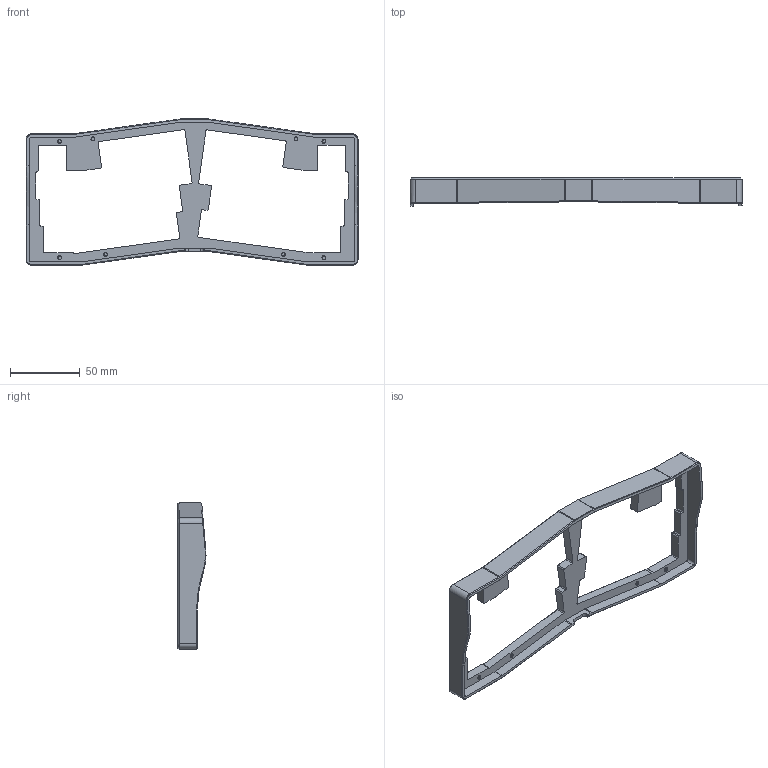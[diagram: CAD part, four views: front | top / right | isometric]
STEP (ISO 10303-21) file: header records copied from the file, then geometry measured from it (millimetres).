
FILE_DESCRIPTION(/* description */ (''),/* implementation_level */ '2;1');
FILE_NAME(/* name */ 'Top.step',/* time_stamp */ '2021-07-08T20:59:49+02:00',/* author */ (''),/* organization */ (''),/* preprocessor_version */ 'ST-DEVELOPER v18.1',/* originating_system */ 'Autodesk Translation Framework v10.9.0.1377',/* authorisation */ '');
FILE_SCHEMA (('AUTOMOTIVE_DESIGN { 1 0 10303 214 3 1 1 }'));
Length unit declared in the file: millimetre
Products named in the file (1): Top
Bounding box: 238.27 x 20.12 x 105.02 mm (x, y, z)
Volume: 66030.4 mm3; surface area: 37101.6 mm2
Topology: 1 solids, 1 shells, 503 faces, 1342 edges, 849 vertices
Faces by surface type: cylinder 262, plane 149, cone 60, bspline 32
Full cylindrical faces by diameter (mm): 2.529 x48, 3.086 x16
Entity records: 27849 total; most frequent: CARTESIAN_POINT 16127, ORIENTED_EDGE 2684, DIRECTION 2066, EDGE_CURVE 1342, VERTEX_POINT 849, AXIS2_PLACEMENT_3D 698, LINE 670, VECTOR 670
